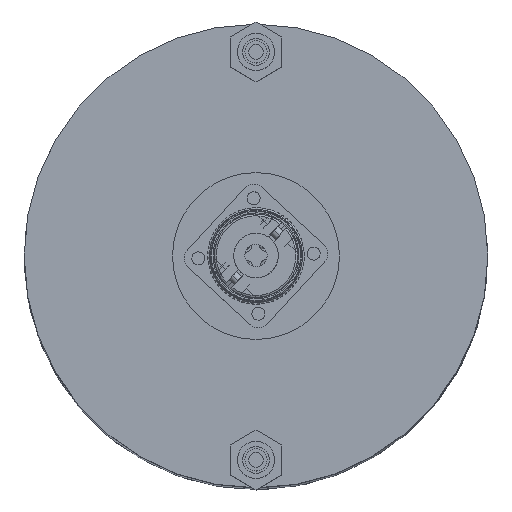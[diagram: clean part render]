
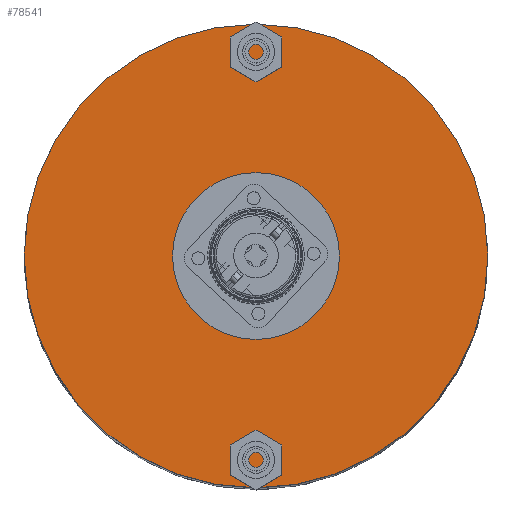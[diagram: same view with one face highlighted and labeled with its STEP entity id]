
A CAD part, top view. The second image highlights one B-rep face of the part: STEP entity #78541.
In plain terms, the highlighted planar face has unit normal (0, 0, 1).
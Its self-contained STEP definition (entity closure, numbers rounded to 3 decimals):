
#3613 = EDGE_LOOP ( 'NONE', ( #99210, #5122 ) ) ;
#5122 = ORIENTED_EDGE ( 'NONE', *, *, #63299, .T. ) ;
#6291 = DIRECTION ( 'NONE',  ( 0., 0., -1. ) ) ;
#10232 = AXIS2_PLACEMENT_3D ( 'NONE', #73590, #83292, #67393 ) ;
#14360 = CARTESIAN_POINT ( 'NONE',  ( -62.5, 0., 35.5 ) ) ;
#16548 = FACE_OUTER_BOUND ( 'NONE', #55093, .T. ) ;
#17542 = ORIENTED_EDGE ( 'NONE', *, *, #67102, .F. ) ;
#19482 = EDGE_CURVE ( 'NONE', #23281, #76263, #78356, .T. ) ;
#23281 = VERTEX_POINT ( 'NONE', #82450 ) ;
#23593 = DIRECTION ( 'NONE',  ( 0., 0., -1. ) ) ;
#29903 = DIRECTION ( 'NONE',  ( -1., 0., 0. ) ) ;
#29958 = DIRECTION ( 'NONE',  ( -1., 0., 0. ) ) ;
#33679 = CARTESIAN_POINT ( 'NONE',  ( -22.5, 0., 35.5 ) ) ;
#34664 = AXIS2_PLACEMENT_3D ( 'NONE', #38360, #6291, #53612 ) ;
#36676 = CIRCLE ( 'NONE', #87738, 22.5 ) ;
#37451 = VERTEX_POINT ( 'NONE', #40288 ) ;
#37897 = CARTESIAN_POINT ( 'NONE',  ( 0., 0., 35.5 ) ) ;
#38360 = CARTESIAN_POINT ( 'NONE',  ( 0., 0., 35.5 ) ) ;
#38375 = AXIS2_PLACEMENT_3D ( 'NONE', #37897, #70395, #29958 ) ;
#39752 = CIRCLE ( 'NONE', #76671, 22.5 ) ;
#40288 = CARTESIAN_POINT ( 'NONE',  ( 22.5, 0., 35.5 ) ) ;
#53612 = DIRECTION ( 'NONE',  ( -1., 0., 0. ) ) ;
#55093 = EDGE_LOOP ( 'NONE', ( #17542, #74797 ) ) ;
#59053 = DIRECTION ( 'NONE',  ( 0., 0., -1. ) ) ;
#63299 = EDGE_CURVE ( 'NONE', #37451, #90474, #36676, .T. ) ;
#65130 = EDGE_CURVE ( 'NONE', #90474, #37451, #39752, .T. ) ;
#67102 = EDGE_CURVE ( 'NONE', #76263, #23281, #102538, .T. ) ;
#67393 = DIRECTION ( 'NONE',  ( 1., 0., 0. ) ) ;
#69682 = CARTESIAN_POINT ( 'NONE',  ( 0., 0., 35.5 ) ) ;
#70395 = DIRECTION ( 'NONE',  ( 0., 0., -1. ) ) ;
#73590 = CARTESIAN_POINT ( 'NONE',  ( 0., 0., 35.5 ) ) ;
#74797 = ORIENTED_EDGE ( 'NONE', *, *, #19482, .F. ) ;
#76263 = VERTEX_POINT ( 'NONE', #14360 ) ;
#76671 = AXIS2_PLACEMENT_3D ( 'NONE', #89888, #59053, #82902 ) ;
#78356 = CIRCLE ( 'NONE', #34664, 62.5 ) ;
#78541 = ADVANCED_FACE ( 'NONE', ( #16548, #98289 ), #91614, .T. ) ;
#82450 = CARTESIAN_POINT ( 'NONE',  ( 62.5, 0., 35.5 ) ) ;
#82902 = DIRECTION ( 'NONE',  ( -1., 0., 0. ) ) ;
#83292 = DIRECTION ( 'NONE',  ( 0., 0., 1. ) ) ;
#87738 = AXIS2_PLACEMENT_3D ( 'NONE', #69682, #23593, #29903 ) ;
#89888 = CARTESIAN_POINT ( 'NONE',  ( 0., 0., 35.5 ) ) ;
#90474 = VERTEX_POINT ( 'NONE', #33679 ) ;
#91614 = PLANE ( 'NONE',  #10232 ) ;
#98289 = FACE_BOUND ( 'NONE', #3613, .T. ) ;
#99210 = ORIENTED_EDGE ( 'NONE', *, *, #65130, .T. ) ;
#102538 = CIRCLE ( 'NONE', #38375, 62.5 ) ;
